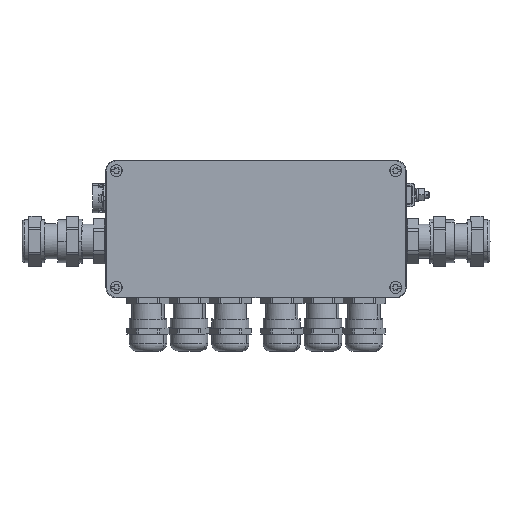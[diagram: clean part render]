
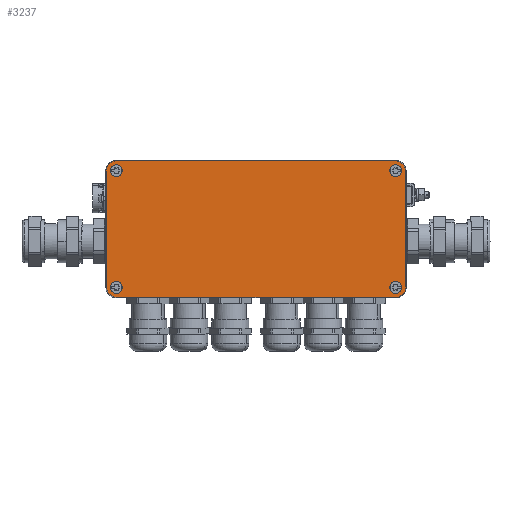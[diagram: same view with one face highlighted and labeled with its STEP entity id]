
A CAD part, top view. The second image highlights one B-rep face of the part: STEP entity #3237.
In plain terms, the highlighted planar face has unit normal (0, 0, 1).
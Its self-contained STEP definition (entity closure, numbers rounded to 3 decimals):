
#3153=AXIS2_PLACEMENT_3D('Plane Axis2P3D',#3150,#3151,#3152) ;
#3167=AXIS2_PLACEMENT_3D('Circle Axis2P3D',#3165,#3166,$) ;
#3176=AXIS2_PLACEMENT_3D('Circle Axis2P3D',#3174,#3175,$) ;
#3185=AXIS2_PLACEMENT_3D('Circle Axis2P3D',#3183,#3184,$) ;
#3194=AXIS2_PLACEMENT_3D('Circle Axis2P3D',#3192,#3193,$) ;
#3203=AXIS2_PLACEMENT_3D('Circle Axis2P3D',#3201,#3202,$) ;
#3212=AXIS2_PLACEMENT_3D('Circle Axis2P3D',#3210,#3211,$) ;
#3221=AXIS2_PLACEMENT_3D('Circle Axis2P3D',#3219,#3220,$) ;
#3230=AXIS2_PLACEMENT_3D('Circle Axis2P3D',#3228,#3229,$) ;
#2771=CARTESIAN_POINT('Control Point',(49.215,105.072,57.)) ;
#2772=CARTESIAN_POINT('Control Point',(49.215,106.957,57.)) ;
#2773=CARTESIAN_POINT('Control Point',(49.953,108.843,57.)) ;
#2774=CARTESIAN_POINT('Control Point',(51.443,110.333,57.)) ;
#2775=CARTESIAN_POINT('Control Point',(53.329,111.071,57.)) ;
#2776=CARTESIAN_POINT('Control Point',(55.214,111.071,57.)) ;
#2777=CARTESIAN_POINT('Vertex',(49.215,105.072,57.)) ;
#2779=CARTESIAN_POINT('Vertex',(55.214,111.071,57.)) ;
#2805=CARTESIAN_POINT('Line Origine',(136.453,111.071,57.)) ;
#2809=CARTESIAN_POINT('Vertex',(217.692,111.071,57.)) ;
#2831=CARTESIAN_POINT('Control Point',(217.692,111.071,57.)) ;
#2832=CARTESIAN_POINT('Control Point',(219.577,111.071,57.)) ;
#2833=CARTESIAN_POINT('Control Point',(221.463,110.333,57.)) ;
#2834=CARTESIAN_POINT('Control Point',(222.954,108.843,57.)) ;
#2835=CARTESIAN_POINT('Control Point',(223.691,106.957,57.)) ;
#2836=CARTESIAN_POINT('Control Point',(223.691,105.072,57.)) ;
#2837=CARTESIAN_POINT('Vertex',(223.691,105.072,57.)) ;
#2858=CARTESIAN_POINT('Line Origine',(223.691,71.333,57.)) ;
#2862=CARTESIAN_POINT('Vertex',(223.691,37.594,57.)) ;
#2883=CARTESIAN_POINT('Control Point',(223.691,37.594,57.)) ;
#2884=CARTESIAN_POINT('Control Point',(223.691,35.709,57.)) ;
#2885=CARTESIAN_POINT('Control Point',(222.954,33.822,57.)) ;
#2886=CARTESIAN_POINT('Control Point',(221.463,32.332,57.)) ;
#2887=CARTESIAN_POINT('Control Point',(219.577,31.595,57.)) ;
#2888=CARTESIAN_POINT('Control Point',(217.692,31.595,57.)) ;
#2889=CARTESIAN_POINT('Vertex',(217.692,31.595,57.)) ;
#2910=CARTESIAN_POINT('Line Origine',(136.453,31.595,57.)) ;
#2914=CARTESIAN_POINT('Vertex',(55.214,31.595,57.)) ;
#2936=CARTESIAN_POINT('Control Point',(55.214,31.595,57.)) ;
#2937=CARTESIAN_POINT('Control Point',(53.329,31.595,57.)) ;
#2938=CARTESIAN_POINT('Control Point',(51.443,32.332,57.)) ;
#2939=CARTESIAN_POINT('Control Point',(49.953,33.822,57.)) ;
#2940=CARTESIAN_POINT('Control Point',(49.215,35.709,57.)) ;
#2941=CARTESIAN_POINT('Control Point',(49.215,37.594,57.)) ;
#2942=CARTESIAN_POINT('Vertex',(49.215,37.594,57.)) ;
#2963=CARTESIAN_POINT('Line Origine',(49.215,71.333,57.)) ;
#3150=CARTESIAN_POINT('Axis2P3D Location',(136.453,71.333,57.)) ;
#3165=CARTESIAN_POINT('Axis2P3D Location',(54.953,105.333,57.)) ;
#3169=CARTESIAN_POINT('Vertex',(54.953,108.833,57.)) ;
#3171=CARTESIAN_POINT('Vertex',(54.953,101.833,57.)) ;
#3174=CARTESIAN_POINT('Axis2P3D Location',(54.953,105.333,57.)) ;
#3183=CARTESIAN_POINT('Axis2P3D Location',(217.953,37.333,57.)) ;
#3187=CARTESIAN_POINT('Vertex',(217.953,33.833,57.)) ;
#3189=CARTESIAN_POINT('Vertex',(217.953,40.833,57.)) ;
#3192=CARTESIAN_POINT('Axis2P3D Location',(217.953,37.333,57.)) ;
#3201=CARTESIAN_POINT('Axis2P3D Location',(217.953,105.333,57.)) ;
#3205=CARTESIAN_POINT('Vertex',(217.953,108.833,57.)) ;
#3207=CARTESIAN_POINT('Vertex',(217.953,101.833,57.)) ;
#3210=CARTESIAN_POINT('Axis2P3D Location',(217.953,105.333,57.)) ;
#3219=CARTESIAN_POINT('Axis2P3D Location',(54.953,37.333,57.)) ;
#3223=CARTESIAN_POINT('Vertex',(54.953,33.833,57.)) ;
#3225=CARTESIAN_POINT('Vertex',(54.953,40.833,57.)) ;
#3228=CARTESIAN_POINT('Axis2P3D Location',(54.953,37.333,57.)) ;
#2806=DIRECTION('Vector Direction',(1.,0.,0.)) ;
#2859=DIRECTION('Vector Direction',(0.,-1.,0.)) ;
#2911=DIRECTION('Vector Direction',(1.,0.,0.)) ;
#2964=DIRECTION('Vector Direction',(0.,1.,0.)) ;
#3151=DIRECTION('Axis2P3D Direction',(0.,0.,1.)) ;
#3152=DIRECTION('Axis2P3D XDirection',(1.,0.,0.)) ;
#3166=DIRECTION('Axis2P3D Direction',(0.,0.,1.)) ;
#3175=DIRECTION('Axis2P3D Direction',(0.,0.,1.)) ;
#3184=DIRECTION('Axis2P3D Direction',(0.,0.,1.)) ;
#3193=DIRECTION('Axis2P3D Direction',(0.,0.,1.)) ;
#3202=DIRECTION('Axis2P3D Direction',(0.,0.,1.)) ;
#3211=DIRECTION('Axis2P3D Direction',(0.,0.,1.)) ;
#3220=DIRECTION('Axis2P3D Direction',(0.,0.,1.)) ;
#3229=DIRECTION('Axis2P3D Direction',(0.,0.,1.)) ;
#2807=VECTOR('Line Direction',#2806,1.) ;
#2860=VECTOR('Line Direction',#2859,1.) ;
#2912=VECTOR('Line Direction',#2911,1.) ;
#2965=VECTOR('Line Direction',#2964,1.) ;
#3156=ORIENTED_EDGE('',*,*,#2944,.F.) ;
#3157=ORIENTED_EDGE('',*,*,#2916,.T.) ;
#3158=ORIENTED_EDGE('',*,*,#2891,.F.) ;
#3159=ORIENTED_EDGE('',*,*,#2864,.T.) ;
#3160=ORIENTED_EDGE('',*,*,#2839,.F.) ;
#3161=ORIENTED_EDGE('',*,*,#2811,.F.) ;
#3162=ORIENTED_EDGE('',*,*,#2781,.F.) ;
#3163=ORIENTED_EDGE('',*,*,#2967,.F.) ;
#3180=ORIENTED_EDGE('',*,*,#3173,.F.) ;
#3181=ORIENTED_EDGE('',*,*,#3178,.F.) ;
#3198=ORIENTED_EDGE('',*,*,#3191,.F.) ;
#3199=ORIENTED_EDGE('',*,*,#3196,.F.) ;
#3216=ORIENTED_EDGE('',*,*,#3209,.F.) ;
#3217=ORIENTED_EDGE('',*,*,#3214,.F.) ;
#3234=ORIENTED_EDGE('',*,*,#3227,.F.) ;
#3235=ORIENTED_EDGE('',*,*,#3232,.F.) ;
#3182=FACE_BOUND('',#3179,.T.) ;
#3200=FACE_BOUND('',#3197,.T.) ;
#3218=FACE_BOUND('',#3215,.T.) ;
#3236=FACE_BOUND('',#3233,.T.) ;
#3237=ADVANCED_FACE('FBCon',(#3164,#3182,#3200,#3218,#3236),#3154,.T.) ;
#2770=B_SPLINE_CURVE_WITH_KNOTS('',5,(#2771,#2772,#2773,#2774,#2775,#2776),.UNSPECIFIED.,.F.,.U.,(6,6),(0.,13.327),.UNSPECIFIED.) ;
#2830=B_SPLINE_CURVE_WITH_KNOTS('',5,(#2831,#2832,#2833,#2834,#2835,#2836),.UNSPECIFIED.,.F.,.U.,(6,6),(0.,13.327),.UNSPECIFIED.) ;
#2882=B_SPLINE_CURVE_WITH_KNOTS('',5,(#2883,#2884,#2885,#2886,#2887,#2888),.UNSPECIFIED.,.F.,.U.,(6,6),(0.,13.327),.UNSPECIFIED.) ;
#2935=B_SPLINE_CURVE_WITH_KNOTS('',5,(#2936,#2937,#2938,#2939,#2940,#2941),.UNSPECIFIED.,.F.,.U.,(6,6),(0.,13.327),.UNSPECIFIED.) ;
#3168=CIRCLE('generated circle',#3167,3.5) ;
#3177=CIRCLE('generated circle',#3176,3.5) ;
#3186=CIRCLE('generated circle',#3185,3.5) ;
#3195=CIRCLE('generated circle',#3194,3.5) ;
#3204=CIRCLE('generated circle',#3203,3.5) ;
#3213=CIRCLE('generated circle',#3212,3.5) ;
#3222=CIRCLE('generated circle',#3221,3.5) ;
#3231=CIRCLE('generated circle',#3230,3.5) ;
#2781=EDGE_CURVE('',#2778,#2780,#2770,.T.) ;
#2811=EDGE_CURVE('',#2780,#2810,#2808,.T.) ;
#2839=EDGE_CURVE('',#2810,#2838,#2830,.T.) ;
#2864=EDGE_CURVE('',#2863,#2838,#2861,.F.) ;
#2891=EDGE_CURVE('',#2863,#2890,#2882,.T.) ;
#2916=EDGE_CURVE('',#2915,#2890,#2913,.T.) ;
#2944=EDGE_CURVE('',#2915,#2943,#2935,.T.) ;
#2967=EDGE_CURVE('',#2943,#2778,#2966,.T.) ;
#3173=EDGE_CURVE('',#3170,#3172,#3168,.T.) ;
#3178=EDGE_CURVE('',#3172,#3170,#3177,.T.) ;
#3191=EDGE_CURVE('',#3188,#3190,#3186,.T.) ;
#3196=EDGE_CURVE('',#3190,#3188,#3195,.T.) ;
#3209=EDGE_CURVE('',#3206,#3208,#3204,.T.) ;
#3214=EDGE_CURVE('',#3208,#3206,#3213,.T.) ;
#3227=EDGE_CURVE('',#3224,#3226,#3222,.T.) ;
#3232=EDGE_CURVE('',#3226,#3224,#3231,.T.) ;
#3155=EDGE_LOOP('',(#3156,#3157,#3158,#3159,#3160,#3161,#3162,#3163)) ;
#3179=EDGE_LOOP('',(#3180,#3181)) ;
#3197=EDGE_LOOP('',(#3198,#3199)) ;
#3215=EDGE_LOOP('',(#3216,#3217)) ;
#3233=EDGE_LOOP('',(#3234,#3235)) ;
#3164=FACE_OUTER_BOUND('',#3155,.T.) ;
#2808=LINE('Line',#2805,#2807) ;
#2861=LINE('Line',#2858,#2860) ;
#2913=LINE('Line',#2910,#2912) ;
#2966=LINE('Line',#2963,#2965) ;
#3154=PLANE('',#3153) ;
#2778=VERTEX_POINT('',#2777) ;
#2780=VERTEX_POINT('',#2779) ;
#2810=VERTEX_POINT('',#2809) ;
#2838=VERTEX_POINT('',#2837) ;
#2863=VERTEX_POINT('',#2862) ;
#2890=VERTEX_POINT('',#2889) ;
#2915=VERTEX_POINT('',#2914) ;
#2943=VERTEX_POINT('',#2942) ;
#3170=VERTEX_POINT('',#3169) ;
#3172=VERTEX_POINT('',#3171) ;
#3188=VERTEX_POINT('',#3187) ;
#3190=VERTEX_POINT('',#3189) ;
#3206=VERTEX_POINT('',#3205) ;
#3208=VERTEX_POINT('',#3207) ;
#3224=VERTEX_POINT('',#3223) ;
#3226=VERTEX_POINT('',#3225) ;
